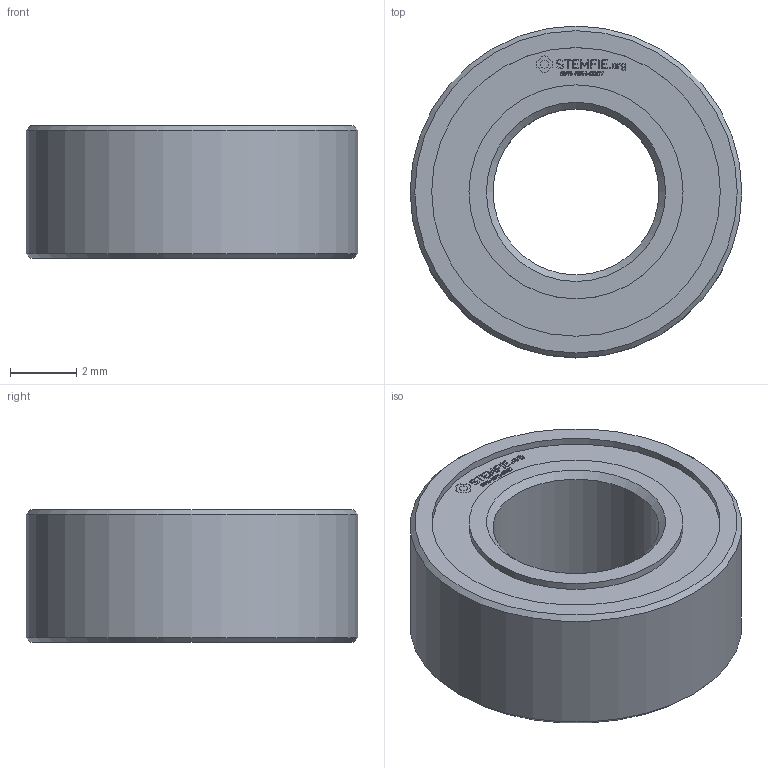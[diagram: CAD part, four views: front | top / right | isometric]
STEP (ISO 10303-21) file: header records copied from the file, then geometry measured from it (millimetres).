
FILE_DESCRIPTION(('FreeCAD Model'),'2;1');
FILE_NAME('Open CASCADE Shape Model','2023-11-08T17:11:39',(''),(''), 'Open CASCADE STEP processor 7.6','FreeCAD','Unknown');
FILE_SCHEMA(('AUTOMOTIVE_DESIGN { 1 0 10303 214 1 1 1 1 }'));
Length unit declared in the file: millimetre
Products named in the file (1): Ball Bearing 5x10x4mm 105-2Z - SPN-NPH-0007 (stemfie.org)
Bounding box: 10 x 10 x 4 mm (x, y, z)
Volume: 223.1 mm3; surface area: 317.7 mm2
Topology: 1 solids, 1 shells, 455 faces, 1247 edges, 830 vertices
Faces by surface type: plane 311, extrusion 134, cylinder 6, cone 4
Full cylindrical faces by diameter (mm): 5 x1, 6.45 x2, 8.7 x2, 10 x1
Entity records: 34005 total; most frequent: CARTESIAN_POINT 8102, DIRECTION 3313, VECTOR 2631, LINE 2497, ORIENTED_EDGE 2494, PCURVE 2494, DEFINITIONAL_REPRESENTATION 2494, B_SPLINE_CURVE_WITH_KNOTS 1350
